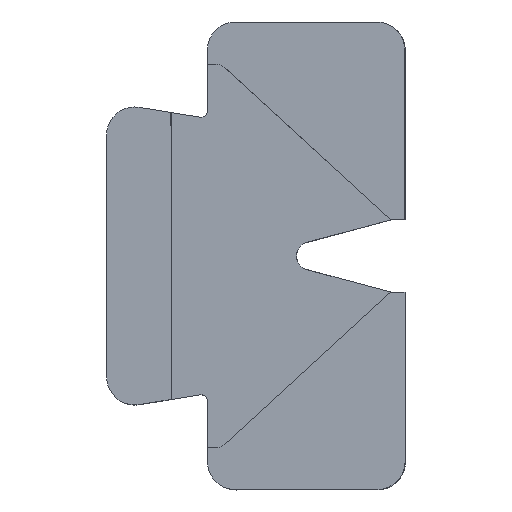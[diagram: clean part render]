
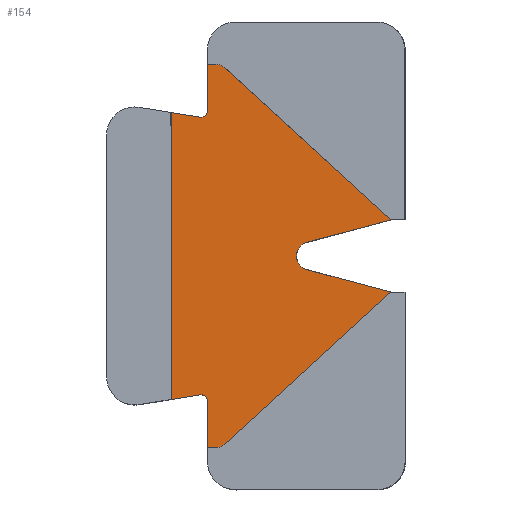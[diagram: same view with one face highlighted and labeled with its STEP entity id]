
A CAD part, top view. The second image highlights one B-rep face of the part: STEP entity #154.
In plain terms, the highlighted planar face has unit normal (-0.005, 0, 1).
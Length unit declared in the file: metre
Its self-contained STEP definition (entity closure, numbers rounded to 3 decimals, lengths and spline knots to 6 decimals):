
#154=ADVANCED_FACE('22:37',(#305),#306,.T.);
#305=FACE_OUTER_BOUND('',#449,.T.);
#306=PLANE('',#450);
#449=EDGE_LOOP('',(#838,#839,#840,#841,#842,#843,#844,#845,#846,#847,#848,#849,#850,#851,#852,#853,#854,#855,#856));
#450=AXIS2_PLACEMENT_3D('',#857,#858,#859);
#838=ORIENTED_EDGE('',*,*,#1020,.T.);
#839=ORIENTED_EDGE('',*,*,#998,.F.);
#840=ORIENTED_EDGE('',*,*,#880,.F.);
#841=ORIENTED_EDGE('',*,*,#1038,.F.);
#842=ORIENTED_EDGE('',*,*,#994,.F.);
#843=ORIENTED_EDGE('',*,*,#962,.F.);
#844=ORIENTED_EDGE('',*,*,#966,.T.);
#845=ORIENTED_EDGE('',*,*,#907,.T.);
#846=ORIENTED_EDGE('',*,*,#971,.T.);
#847=ORIENTED_EDGE('',*,*,#1035,.F.);
#848=ORIENTED_EDGE('',*,*,#1031,.F.);
#849=ORIENTED_EDGE('',*,*,#1027,.F.);
#850=ORIENTED_EDGE('',*,*,#925,.T.);
#851=ORIENTED_EDGE('',*,*,#929,.T.);
#852=ORIENTED_EDGE('',*,*,#922,.T.);
#853=ORIENTED_EDGE('',*,*,#934,.T.);
#854=ORIENTED_EDGE('',*,*,#936,.F.);
#855=ORIENTED_EDGE('',*,*,#1024,.F.);
#856=ORIENTED_EDGE('',*,*,#1016,.F.);
#857=CARTESIAN_POINT('',(-0.001992,-0.001255,0.0185));
#858=DIRECTION('',(-0.005,0.,1.));
#859=DIRECTION('',(1.,0.001,0.005));
#880=EDGE_CURVE('2:1859',#1044,#1047,#1048,.F.);
#907=EDGE_CURVE('19:16866',#1090,#1094,#1096,.F.);
#922=EDGE_CURVE('19:17599',#1117,#1121,#1123,.F.);
#925=EDGE_CURVE('18:16896',#1128,#1125,#1129,.F.);
#929=EDGE_CURVE('19:17599',#1125,#1117,#1134,.F.);
#934=EDGE_CURVE('15:2094',#1121,#1139,#1141,.F.);
#936=EDGE_CURVE('15:1193',#1143,#1139,#1144,.F.);
#962=EDGE_CURVE('15:3430',#1177,#1180,#1181,.T.);
#966=EDGE_CURVE('19:16866',#1177,#1090,#1186,.F.);
#971=EDGE_CURVE('18:16540',#1094,#1191,#1193,.F.);
#994=EDGE_CURVE('15:3165',#1180,#1224,#1225,.F.);
#998=EDGE_CURVE('14:114',#1047,#1229,#1230,.F.);
#1016=EDGE_CURVE('14:78',#1254,#1256,#1257,.F.);
#1020=EDGE_CURVE('14:11884',#1254,#1229,#1261,.F.);
#1024=EDGE_CURVE('2:1898',#1256,#1143,#1265,.F.);
#1027=EDGE_CURVE('13:2462',#1128,#1269,#1270,.F.);
#1031=EDGE_CURVE('13:2458',#1269,#1275,#1276,.F.);
#1035=EDGE_CURVE('13:2475',#1275,#1191,#1280,.F.);
#1038=EDGE_CURVE('2:1859',#1224,#1044,#1283,.F.);
#1044=VERTEX_POINT('',#1289);
#1047=VERTEX_POINT('',#1293);
#1048=CIRCLE('',#1294,0.001);
#1090=VERTEX_POINT('',#1345);
#1094=VERTEX_POINT('',#1350);
#1096=CIRCLE('',#1353,0.002);
#1117=VERTEX_POINT('',#1378);
#1121=VERTEX_POINT('',#1383);
#1123=CIRCLE('',#1386,0.002);
#1125=VERTEX_POINT('',#1388);
#1128=VERTEX_POINT('',#1392);
#1129=LINE('',#1393,#1394);
#1134=CIRCLE('',#1401,0.002);
#1139=VERTEX_POINT('',#1407);
#1141=LINE('',#1410,#1411);
#1143=VERTEX_POINT('',#1413);
#1144=LINE('',#1414,#1415);
#1177=VERTEX_POINT('',#1461);
#1180=VERTEX_POINT('',#1465);
#1181=LINE('',#1466,#1467);
#1186=CIRCLE('',#1474,0.002);
#1191=VERTEX_POINT('',#1480);
#1193=LINE('',#1483,#1484);
#1224=VERTEX_POINT('',#1527);
#1225=LINE('',#1528,#1529);
#1229=VERTEX_POINT('',#1535);
#1230=LINE('',#1536,#1537);
#1254=VERTEX_POINT('',#1569);
#1256=VERTEX_POINT('',#1572);
#1257=LINE('',#1573,#1574);
#1261=LINE('',#1580,#1581);
#1265=CIRCLE('',#1585,0.001);
#1269=VERTEX_POINT('',#1590);
#1270=LINE('',#1591,#1592);
#1275=VERTEX_POINT('',#1598);
#1276=CIRCLE('',#1599,0.002);
#1280=LINE('',#1605,#1606);
#1283=CIRCLE('',#1609,0.001);
#1289=CARTESIAN_POINT('',(-0.030352,0.011971,0.018369));
#1293=CARTESIAN_POINT('',(-0.031161,0.012196,0.018365));
#1294=AXIS2_PLACEMENT_3D('',#1615,#1616,#1617);
#1345=CARTESIAN_POINT('',(-0.028049,0.004867,0.018379));
#1350=CARTESIAN_POINT('',(-0.027422,0.005257,0.018382));
#1353=AXIS2_PLACEMENT_3D('',#1659,#1660,#1661);
#1378=CARTESIAN_POINT('',(-0.02808,0.058884,0.018379));
#1383=CARTESIAN_POINT('',(-0.028805,0.05902,0.018376));
#1386=AXIS2_PLACEMENT_3D('',#1683,#1684,#1685);
#1388=CARTESIAN_POINT('',(-0.027453,0.058495,0.018382));
#1392=CARTESIAN_POINT('',(-0.004014,0.037022,0.018491));
#1393=CARTESIAN_POINT('',(0.000065,0.033287,0.01851));
#1394=VECTOR('',#1687,1.);
#1401=AXIS2_PLACEMENT_3D('',#1690,#1691,#1692);
#1407=CARTESIAN_POINT('',(-0.030027,0.059019,0.01837));
#1410=CARTESIAN_POINT('',(-0.015527,0.059027,0.018437));
#1411=VECTOR('',#1698,1.0);
#1413=CARTESIAN_POINT('',(-0.030023,0.052556,0.01837));
#1414=CARTESIAN_POINT('',(-0.030009,0.028758,0.01837));
#1415=VECTOR('',#1699,1.0);
#1461=CARTESIAN_POINT('',(-0.028774,0.00473,0.018376));
#1465=CARTESIAN_POINT('',(-0.029996,0.004729,0.01837));
#1466=CARTESIAN_POINT('',(-0.015496,0.004738,0.018438));
#1467=VECTOR('',#1726,1.0);
#1474=AXIS2_PLACEMENT_3D('',#1729,#1730,#1731);
#1480=CARTESIAN_POINT('',(-0.004008,0.026756,0.018491));
#1483=CARTESIAN_POINT('',(-0.016435,0.015345,0.018433));
#1484=VECTOR('',#1737,1.);
#1527=CARTESIAN_POINT('',(-0.029999,0.011209,0.01837));
#1528=CARTESIAN_POINT('',(-0.029994,0.001267,0.01837));
#1529=VECTOR('',#1762,1.0);
#1535=CARTESIAN_POINT('',(-0.035149,0.011545,0.018346));
#1536=CARTESIAN_POINT('',(-0.021493,0.013773,0.01841));
#1537=VECTOR('',#1765,1.);
#1569=CARTESIAN_POINT('',(-0.035173,0.052211,0.018346));
#1572=CARTESIAN_POINT('',(-0.031182,0.051568,0.018365));
#1573=CARTESIAN_POINT('',(-0.016093,0.049136,0.018435));
#1574=VECTOR('',#1787,1.);
#1580=CARTESIAN_POINT('',(-0.035157,0.024962,0.018346));
#1581=VECTOR('',#1790,1.0);
#1585=AXIS2_PLACEMENT_3D('',#1794,#1795,#1796);
#1590=CARTESIAN_POINT('',(-0.015953,0.033814,0.018435));
#1591=CARTESIAN_POINT('',(-0.01085,0.035185,0.018459));
#1592=VECTOR('',#1798,1.0);
#1598=CARTESIAN_POINT('',(-0.01595,0.02995,0.018435));
#1599=AXIS2_PLACEMENT_3D('',#1803,#1804,#1805);
#1605=CARTESIAN_POINT('',(-0.002559,0.02637,0.018497));
#1606=VECTOR('',#1808,1.0);
#1609=AXIS2_PLACEMENT_3D('',#1812,#1813,#1814);
#1615=CARTESIAN_POINT('',(-0.031,0.011209,0.018366));
#1616=DIRECTION('',(0.005,0.,-1.));
#1617=DIRECTION('',(0.647,0.762,0.003));
#1659=CARTESIAN_POINT('',(-0.028775,0.00673,0.018376));
#1660=DIRECTION('',(0.005,0.,-1.));
#1661=DIRECTION('',(0.363,-0.932,0.002));
#1683=CARTESIAN_POINT('',(-0.028804,0.05702,0.018376));
#1684=DIRECTION('',(0.005,0.,-1.));
#1685=DIRECTION('',(0.362,0.932,0.002));
#1687=DIRECTION('',(0.737,-0.675,0.003));
#1690=CARTESIAN_POINT('',(-0.028804,0.05702,0.018376));
#1691=DIRECTION('',(0.005,0.,-1.));
#1692=DIRECTION('',(0.362,0.932,0.002));
#1698=DIRECTION('',(1.,0.001,0.005));
#1699=DIRECTION('',(0.001,-1.,0.));
#1726=DIRECTION('',(-1.,-0.001,-0.005));
#1729=CARTESIAN_POINT('',(-0.028775,0.00673,0.018376));
#1730=DIRECTION('',(0.005,0.,-1.));
#1731=DIRECTION('',(0.363,-0.932,0.002));
#1737=DIRECTION('',(-0.737,-0.676,-0.003));
#1762=DIRECTION('',(0.001,-1.,0.));
#1765=DIRECTION('',(0.987,0.161,0.005));
#1787=DIRECTION('',(-0.987,0.159,-0.005));
#1790=DIRECTION('',(-0.001,1.,0.));
#1794=CARTESIAN_POINT('',(-0.031023,0.052555,0.018366));
#1795=DIRECTION('',(0.005,0.,-1.));
#1796=DIRECTION('',(-0.159,-0.987,-0.001));
#1798=DIRECTION('',(0.966,0.259,0.004));
#1803=CARTESIAN_POINT('',(-0.015434,0.031883,0.018438));
#1804=DIRECTION('',(0.005,0.,-1.));
#1805=DIRECTION('',(-0.259,0.966,-0.001));
#1808=DIRECTION('',(-0.966,0.258,-0.004));
#1812=CARTESIAN_POINT('',(-0.031,0.011209,0.018366));
#1813=DIRECTION('',(0.005,0.,-1.));
#1814=DIRECTION('',(0.647,0.762,0.003));
